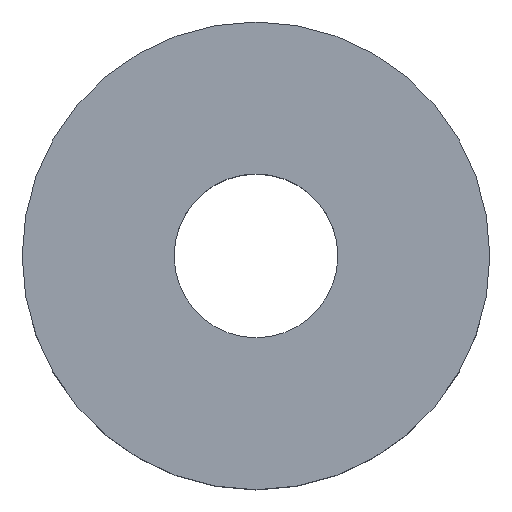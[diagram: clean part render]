
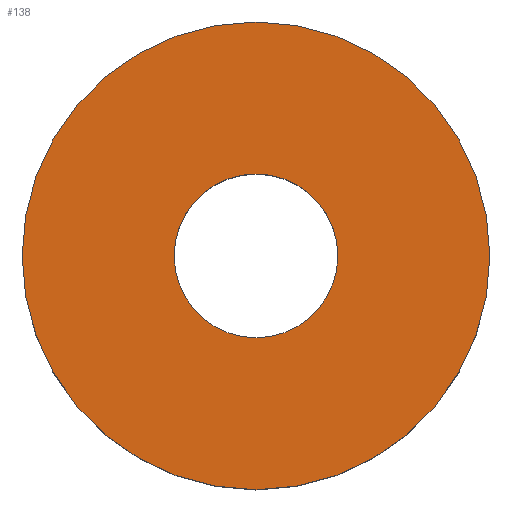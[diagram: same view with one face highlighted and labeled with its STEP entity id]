
A CAD part, top view. The second image highlights one B-rep face of the part: STEP entity #138.
In plain terms, the highlighted planar face has unit normal (0, 0, 1).
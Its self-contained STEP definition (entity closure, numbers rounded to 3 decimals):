
#3 = CARTESIAN_POINT ( 'NONE',  ( 0., 0., 10. ) ) ;
#6 = ORIENTED_EDGE ( 'NONE', *, *, #197, .F. ) ;
#14 = EDGE_CURVE ( 'NONE', #89, #200, #118, .T. ) ;
#23 = EDGE_CURVE ( 'NONE', #200, #89, #211, .T. ) ;
#28 = AXIS2_PLACEMENT_3D ( 'NONE', #134, #98, #171 ) ;
#33 = CIRCLE ( 'NONE', #28, 5.25 ) ;
#36 = DIRECTION ( 'NONE',  ( 0., 0., 1. ) ) ;
#39 = FACE_BOUND ( 'NONE', #186, .T. ) ;
#55 = DIRECTION ( 'NONE',  ( 0., 0., 1. ) ) ;
#60 = CARTESIAN_POINT ( 'NONE',  ( 0., 0., 10. ) ) ;
#80 = VERTEX_POINT ( 'NONE', #177 ) ;
#89 = VERTEX_POINT ( 'NONE', #144 ) ;
#98 = DIRECTION ( 'NONE',  ( 0., 0., 1. ) ) ;
#106 = AXIS2_PLACEMENT_3D ( 'NONE', #60, #215, #137 ) ;
#116 = CARTESIAN_POINT ( 'NONE',  ( -15., 0., 10. ) ) ;
#117 = ORIENTED_EDGE ( 'NONE', *, *, #23, .T. ) ;
#118 = CIRCLE ( 'NONE', #152, 15. ) ;
#119 = AXIS2_PLACEMENT_3D ( 'NONE', #3, #55, #148 ) ;
#120 = CIRCLE ( 'NONE', #198, 5.25 ) ;
#123 = DIRECTION ( 'NONE',  ( 0., 0., 1. ) ) ;
#134 = CARTESIAN_POINT ( 'NONE',  ( 0., 0., 10. ) ) ;
#137 = DIRECTION ( 'NONE',  ( 1., 0., 0. ) ) ;
#138 = ADVANCED_FACE ( 'NONE', ( #181, #39 ), #166, .T. ) ;
#144 = CARTESIAN_POINT ( 'NONE',  ( 15., 0., 10. ) ) ;
#148 = DIRECTION ( 'NONE',  ( 1., 0., 0. ) ) ;
#151 = EDGE_LOOP ( 'NONE', ( #117, #160 ) ) ;
#152 = AXIS2_PLACEMENT_3D ( 'NONE', #224, #123, #175 ) ;
#153 = CARTESIAN_POINT ( 'NONE',  ( 5.25, 0., 10. ) ) ;
#160 = ORIENTED_EDGE ( 'NONE', *, *, #14, .T. ) ;
#166 = PLANE ( 'NONE',  #119 ) ;
#171 = DIRECTION ( 'NONE',  ( 1., 0., 0. ) ) ;
#175 = DIRECTION ( 'NONE',  ( 1., 0., 0. ) ) ;
#177 = CARTESIAN_POINT ( 'NONE',  ( -5.25, 0., 10. ) ) ;
#181 = FACE_OUTER_BOUND ( 'NONE', #151, .T. ) ;
#186 = EDGE_LOOP ( 'NONE', ( #203, #6 ) ) ;
#191 = DIRECTION ( 'NONE',  ( 1., 0., 0. ) ) ;
#197 = EDGE_CURVE ( 'NONE', #207, #80, #120, .T. ) ;
#198 = AXIS2_PLACEMENT_3D ( 'NONE', #201, #36, #191 ) ;
#200 = VERTEX_POINT ( 'NONE', #116 ) ;
#201 = CARTESIAN_POINT ( 'NONE',  ( 0., 0., 10. ) ) ;
#203 = ORIENTED_EDGE ( 'NONE', *, *, #208, .F. ) ;
#207 = VERTEX_POINT ( 'NONE', #153 ) ;
#208 = EDGE_CURVE ( 'NONE', #80, #207, #33, .T. ) ;
#211 = CIRCLE ( 'NONE', #106, 15. ) ;
#215 = DIRECTION ( 'NONE',  ( 0., 0., 1. ) ) ;
#224 = CARTESIAN_POINT ( 'NONE',  ( 0., 0., 10. ) ) ;
